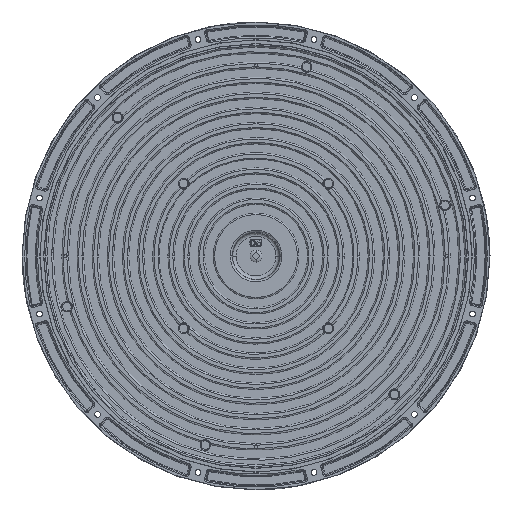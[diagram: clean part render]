
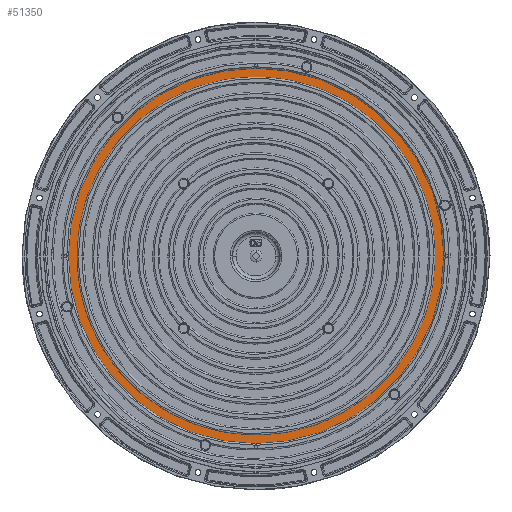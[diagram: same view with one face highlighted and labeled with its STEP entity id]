
A CAD part, top view. The second image highlights one B-rep face of the part: STEP entity #51350.
In plain terms, the highlighted planar face has unit normal (0, 0, 1).
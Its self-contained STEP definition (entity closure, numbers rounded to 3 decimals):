
#1145 = ORIENTED_EDGE ( 'NONE', *, *, #8329, .T. ) ;
#1462 = VERTEX_POINT ( 'NONE', #27578 ) ;
#1531 = ORIENTED_EDGE ( 'NONE', *, *, #26563, .F. ) ;
#5828 = CARTESIAN_POINT ( 'NONE',  ( 100.5, 0., -2.2 ) ) ;
#6728 = DIRECTION ( 'NONE',  ( 0., 0., -1. ) ) ;
#8329 = EDGE_CURVE ( 'NONE', #35771, #12268, #48432, .T. ) ;
#12268 = VERTEX_POINT ( 'NONE', #5828 ) ;
#12522 = CIRCLE ( 'NONE', #20060, 105.5 ) ;
#13426 = DIRECTION ( 'NONE',  ( 1., 0., 0. ) ) ;
#14290 = CARTESIAN_POINT ( 'NONE',  ( 0., 0., -2.2 ) ) ;
#17133 = EDGE_LOOP ( 'NONE', ( #1145, #28782 ) ) ;
#17280 = CARTESIAN_POINT ( 'NONE',  ( 0., 0., -2.2 ) ) ;
#19643 = AXIS2_PLACEMENT_3D ( 'NONE', #14290, #32278, #50304 ) ;
#20060 = AXIS2_PLACEMENT_3D ( 'NONE', #35847, #53865, #13426 ) ;
#21705 = FACE_OUTER_BOUND ( 'NONE', #58079, .T. ) ;
#23002 = AXIS2_PLACEMENT_3D ( 'NONE', #47156, #6728, #24716 ) ;
#24716 = DIRECTION ( 'NONE',  ( 1., 0., 0. ) ) ;
#26563 = EDGE_CURVE ( 'NONE', #49638, #1462, #54975, .T. ) ;
#27578 = CARTESIAN_POINT ( 'NONE',  ( 105.5, 0., -2.2 ) ) ;
#28782 = ORIENTED_EDGE ( 'NONE', *, *, #36111, .T. ) ;
#29505 = AXIS2_PLACEMENT_3D ( 'NONE', #58339, #31450, #49470 ) ;
#31450 = DIRECTION ( 'NONE',  ( 0., 0., -1. ) ) ;
#32278 = DIRECTION ( 'NONE',  ( 0., 0., -1. ) ) ;
#32582 = AXIS2_PLACEMENT_3D ( 'NONE', #17280, #35267, #53288 ) ;
#35267 = DIRECTION ( 'NONE',  ( 0., 0., 1. ) ) ;
#35771 = VERTEX_POINT ( 'NONE', #46859 ) ;
#35847 = CARTESIAN_POINT ( 'NONE',  ( 0., 0., -2.2 ) ) ;
#36111 = EDGE_CURVE ( 'NONE', #12268, #35771, #45097, .T. ) ;
#36373 = CARTESIAN_POINT ( 'NONE',  ( -105.5, 0., -2.2 ) ) ;
#39699 = FACE_BOUND ( 'NONE', #17133, .T. ) ;
#45097 = CIRCLE ( 'NONE', #19643, 100.5 ) ;
#46859 = CARTESIAN_POINT ( 'NONE',  ( -100.5, 0., -2.2 ) ) ;
#47156 = CARTESIAN_POINT ( 'NONE',  ( 0., 0., -2.2 ) ) ;
#47495 = EDGE_CURVE ( 'NONE', #1462, #49638, #12522, .T. ) ;
#48432 = CIRCLE ( 'NONE', #23002, 100.5 ) ;
#49470 = DIRECTION ( 'NONE',  ( 1., 0., 0. ) ) ;
#49638 = VERTEX_POINT ( 'NONE', #36373 ) ;
#50304 = DIRECTION ( 'NONE',  ( 1., 0., 0. ) ) ;
#51350 = ADVANCED_FACE ( 'NONE', ( #21705, #39699 ), #57714, .T. ) ;
#53288 = DIRECTION ( 'NONE',  ( 1., 0., 0. ) ) ;
#53865 = DIRECTION ( 'NONE',  ( 0., 0., -1. ) ) ;
#54975 = CIRCLE ( 'NONE', #29505, 105.5 ) ;
#57714 = PLANE ( 'NONE',  #32582 ) ;
#58079 = EDGE_LOOP ( 'NONE', ( #58183, #1531 ) ) ;
#58183 = ORIENTED_EDGE ( 'NONE', *, *, #47495, .F. ) ;
#58339 = CARTESIAN_POINT ( 'NONE',  ( 0., 0., -2.2 ) ) ;
